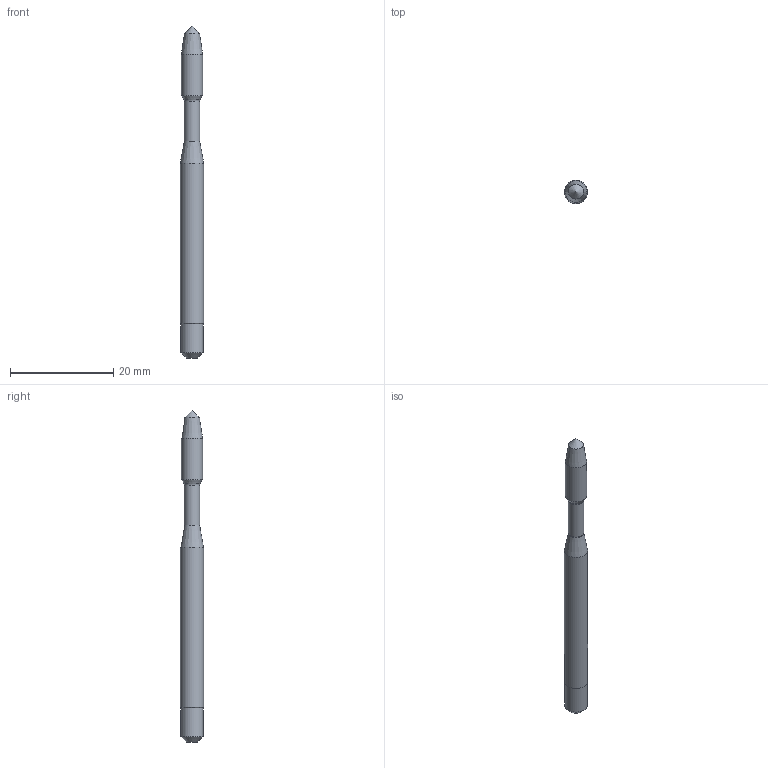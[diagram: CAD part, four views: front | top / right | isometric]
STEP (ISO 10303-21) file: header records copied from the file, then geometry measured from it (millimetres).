
FILE_DESCRIPTION(/* description */ (''),/* implementation_level */ '2;1');
FILE_NAME(/* name */ 'd605_20220419_114216_tb_1.stp',/* time_stamp */ '2022-04-19T11:44:41+02:00',/* author */ (''),/* organization */ ('SMS'),/* preprocessor_version */ 'ST-DEVELOPER v16.7',/* originating_system */ 'SIEMENS PLM Software NX 12.0',/* authorisation */ '');
FILE_SCHEMA (('AUTOMOTIVE_DESIGN { 1 0 10303 214 3 1 1 1 }'));
Length unit declared in the file: millimetre
Products named in the file (1): D605_20220419_114216_TB_1
Bounding box: 4.5 x 4.5 x 64.34 mm (x, y, z)
Volume: 847.2 mm3; surface area: 830.5 mm2
Topology: 1 solids, 1 shells, 13 faces, 68 edges, 100 vertices
Faces by surface type: cone 6, cylinder 4, torus 2, plane 1
Full cylindrical faces by diameter (mm): 2.998 x1, 4.1 x1, 4.32 x1, 4.5 x1
Entity records: 660 total; most frequent: DIRECTION 89, CARTESIAN_POINT 83, STYLED_ITEM 45, PRESENTATION_STYLE_ASSIGNMENT 45, CURVE_STYLE 37, DRAUGHTING_PRE_DEFINED_CURVE_FONT 37, TRIMMED_CURVE 37, LINE 37
